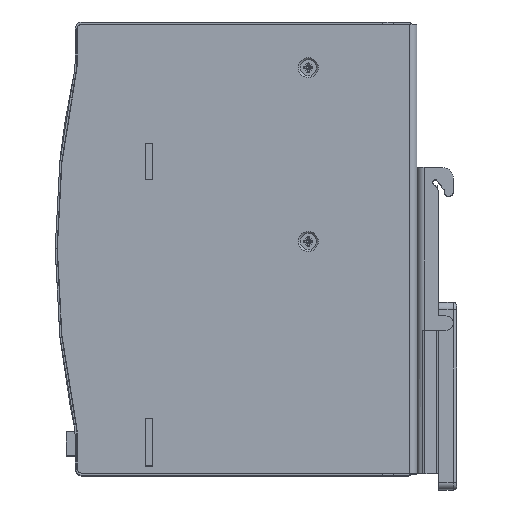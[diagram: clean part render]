
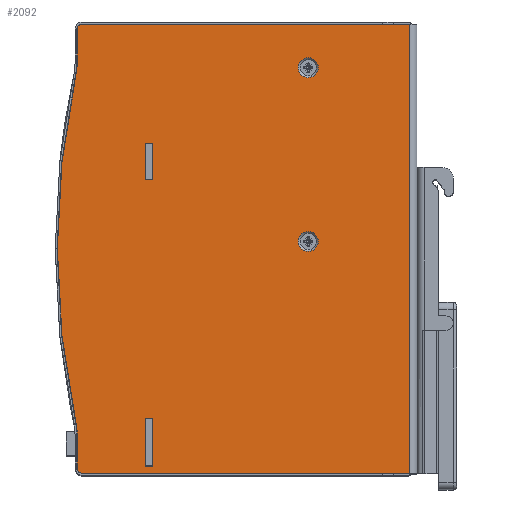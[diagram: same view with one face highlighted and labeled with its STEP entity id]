
A CAD part, top view. The second image highlights one B-rep face of the part: STEP entity #2092.
In plain terms, the highlighted planar face has unit normal (0, 0, 1).
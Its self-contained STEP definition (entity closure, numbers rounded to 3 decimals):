
#550=CARTESIAN_POINT('',(-2.368,38.106,125.5));
#551=VERTEX_POINT('',#550);
#552=CARTESIAN_POINT('',(-5.118,38.106,125.5));
#553=DIRECTION('',(0.0,0.0,-1.0));
#554=DIRECTION('',(1.0,0.0,0.0));
#555=AXIS2_PLACEMENT_3D('',#552,#553,#554);
#556=CIRCLE('',#555,2.75);
#557=EDGE_CURVE('',#551,#551,#556,.T.);
#640=CARTESIAN_POINT('',(-2.368,86.106,125.5));
#641=VERTEX_POINT('',#640);
#642=CARTESIAN_POINT('',(-5.118,86.106,125.5));
#643=DIRECTION('',(0.0,0.0,-1.0));
#644=DIRECTION('',(1.0,0.0,0.0));
#645=AXIS2_PLACEMENT_3D('',#642,#643,#644);
#646=CIRCLE('',#645,2.75);
#647=EDGE_CURVE('',#641,#641,#646,.T.);
#1289=CARTESIAN_POINT('',(-50.018,-23.894,125.5));
#1290=VERTEX_POINT('',#1289);
#1291=CARTESIAN_POINT('',(-50.018,-10.894,125.5));
#1292=VERTEX_POINT('',#1291);
#1293=CARTESIAN_POINT('',(-50.018,-23.894,125.5));
#1294=DIRECTION('',(0.0,1.0,0.0));
#1295=VECTOR('',#1294,13.0);
#1296=LINE('',#1293,#1295);
#1297=EDGE_CURVE('',#1290,#1292,#1296,.T.);
#1360=CARTESIAN_POINT('',(-48.018,-10.894,125.5));
#1361=VERTEX_POINT('',#1360);
#1362=CARTESIAN_POINT('',(-50.018,-10.894,125.5));
#1363=DIRECTION('',(1.0,0.0,0.0));
#1364=VECTOR('',#1363,2.0);
#1365=LINE('',#1362,#1364);
#1366=EDGE_CURVE('',#1292,#1361,#1365,.T.);
#1444=CARTESIAN_POINT('',(-48.018,-23.894,125.5));
#1445=VERTEX_POINT('',#1444);
#1446=CARTESIAN_POINT('',(-48.018,-10.894,125.5));
#1447=DIRECTION('',(0.0,-1.0,0.0));
#1448=VECTOR('',#1447,13.0);
#1449=LINE('',#1446,#1448);
#1450=EDGE_CURVE('',#1361,#1445,#1449,.T.);
#1475=CARTESIAN_POINT('',(-48.018,-23.894,125.5));
#1476=DIRECTION('',(-1.0,0.0,0.0));
#1477=VECTOR('',#1476,2.);
#1478=LINE('',#1475,#1477);
#1479=EDGE_CURVE('',#1445,#1290,#1478,.T.);
#1537=CARTESIAN_POINT('',(-50.018,55.106,125.5));
#1538=VERTEX_POINT('',#1537);
#1539=CARTESIAN_POINT('',(-50.018,65.106,125.5));
#1540=VERTEX_POINT('',#1539);
#1541=CARTESIAN_POINT('',(-50.018,55.106,125.5));
#1542=DIRECTION('',(0.0,1.0,0.0));
#1543=VECTOR('',#1542,10.0);
#1544=LINE('',#1541,#1543);
#1545=EDGE_CURVE('',#1538,#1540,#1544,.T.);
#1608=CARTESIAN_POINT('',(-48.018,65.106,125.5));
#1609=VERTEX_POINT('',#1608);
#1610=CARTESIAN_POINT('',(-50.018,65.106,125.5));
#1611=DIRECTION('',(1.0,0.0,0.0));
#1612=VECTOR('',#1611,2.0);
#1613=LINE('',#1610,#1612);
#1614=EDGE_CURVE('',#1540,#1609,#1613,.T.);
#1692=CARTESIAN_POINT('',(-48.018,55.106,125.5));
#1693=VERTEX_POINT('',#1692);
#1694=CARTESIAN_POINT('',(-48.018,65.106,125.5));
#1695=DIRECTION('',(0.0,-1.0,0.0));
#1696=VECTOR('',#1695,10.0);
#1697=LINE('',#1694,#1696);
#1698=EDGE_CURVE('',#1609,#1693,#1697,.T.);
#1723=CARTESIAN_POINT('',(-48.018,55.106,125.5));
#1724=DIRECTION('',(-1.0,0.0,0.0));
#1725=VECTOR('',#1724,2.);
#1726=LINE('',#1723,#1725);
#1727=EDGE_CURVE('',#1693,#1538,#1726,.T.);
#1907=CARTESIAN_POINT('',(22.882,-25.894,125.5));
#1908=VERTEX_POINT('',#1907);
#1916=CARTESIAN_POINT('',(-67.618,-25.894,125.5));
#1917=VERTEX_POINT('',#1916);
#1918=CARTESIAN_POINT('',(22.882,-25.894,125.5));
#1919=DIRECTION('',(-1.0,0.0,0.0));
#1920=VECTOR('',#1919,90.5);
#1921=LINE('',#1918,#1920);
#1922=EDGE_CURVE('',#1908,#1917,#1921,.T.);
#1980=CARTESIAN_POINT('',(22.882,98.106,125.5));
#1981=VERTEX_POINT('',#1980);
#1989=CARTESIAN_POINT('',(22.882,98.106,125.5));
#1990=DIRECTION('',(0.0,-1.0,0.0));
#1991=VECTOR('',#1990,124.);
#1992=LINE('',#1989,#1991);
#1993=EDGE_CURVE('',#1981,#1908,#1992,.T.);
#1998=CARTESIAN_POINT('',(-22.789,36.106,125.5));
#1999=DIRECTION('',(0.0,0.0,1.0));
#2000=DIRECTION('',(1.0,0.0,0.0));
#2001=AXIS2_PLACEMENT_3D('',#1998,#1999,#2000);
#2002=PLANE('',#2001);
#2003=ORIENTED_EDGE('',*,*,#1993,.F.);
#2004=CARTESIAN_POINT('',(-67.618,98.106,125.5));
#2005=VERTEX_POINT('',#2004);
#2006=CARTESIAN_POINT('',(-67.618,98.106,125.5));
#2007=DIRECTION('',(1.0,0.0,0.0));
#2008=VECTOR('',#2007,90.5);
#2009=LINE('',#2006,#2008);
#2010=EDGE_CURVE('',#2005,#1981,#2009,.T.);
#2011=ORIENTED_EDGE('',*,*,#2010,.F.);
#2012=CARTESIAN_POINT('',(-69.018,96.706,125.5));
#2013=VERTEX_POINT('',#2012);
#2014=CARTESIAN_POINT('',(-67.618,96.706,125.5));
#2015=DIRECTION('',(0.0,0.0,-1.0));
#2016=DIRECTION('',(0.0,1.0,0.0));
#2017=AXIS2_PLACEMENT_3D('',#2014,#2015,#2016);
#2018=CIRCLE('',#2017,1.4);
#2019=EDGE_CURVE('',#2013,#2005,#2018,.T.);
#2020=ORIENTED_EDGE('',*,*,#2019,.F.);
#2021=CARTESIAN_POINT('',(-69.018,87.876,125.5));
#2022=VERTEX_POINT('',#2021);
#2023=CARTESIAN_POINT('',(-69.018,87.876,125.5));
#2024=DIRECTION('',(0.0,1.0,0.0));
#2025=VECTOR('',#2024,8.83);
#2026=LINE('',#2023,#2025);
#2027=EDGE_CURVE('',#2022,#2013,#2026,.T.);
#2028=ORIENTED_EDGE('',*,*,#2027,.F.);
#2029=CARTESIAN_POINT('',(-69.477,83.548,125.5));
#2030=VERTEX_POINT('',#2029);
#2031=CARTESIAN_POINT('',(-89.618,87.876,125.5));
#2032=DIRECTION('',(0.0,0.0,1.));
#2033=DIRECTION('',(-0.978,0.21,0.0));
#2034=AXIS2_PLACEMENT_3D('',#2031,#2032,#2033);
#2035=CIRCLE('',#2034,20.6);
#2036=EDGE_CURVE('',#2030,#2022,#2035,.T.);
#2037=ORIENTED_EDGE('',*,*,#2036,.F.);
#2038=CARTESIAN_POINT('',(-69.477,-11.336,125.5));
#2039=VERTEX_POINT('',#2038);
#2040=CARTESIAN_POINT('',(151.283,36.106,125.5));
#2041=DIRECTION('',(0.0,0.0,-1.0));
#2042=DIRECTION('',(-0.978,0.21,0.0));
#2043=AXIS2_PLACEMENT_3D('',#2040,#2041,#2042);
#2044=CIRCLE('',#2043,225.801);
#2045=EDGE_CURVE('',#2039,#2030,#2044,.T.);
#2046=ORIENTED_EDGE('',*,*,#2045,.F.);
#2047=CARTESIAN_POINT('',(-69.018,-15.665,125.5));
#2048=VERTEX_POINT('',#2047);
#2049=CARTESIAN_POINT('',(-89.618,-15.665,125.5));
#2050=DIRECTION('',(0.0,0.0,1.0));
#2051=DIRECTION('',(-1.0,0.0,0.0));
#2052=AXIS2_PLACEMENT_3D('',#2049,#2050,#2051);
#2053=CIRCLE('',#2052,20.6);
#2054=EDGE_CURVE('',#2048,#2039,#2053,.T.);
#2055=ORIENTED_EDGE('',*,*,#2054,.F.);
#2056=CARTESIAN_POINT('',(-69.018,-24.494,125.5));
#2057=VERTEX_POINT('',#2056);
#2058=CARTESIAN_POINT('',(-69.018,-24.494,125.5));
#2059=DIRECTION('',(0.0,1.0,0.0));
#2060=VECTOR('',#2059,8.83);
#2061=LINE('',#2058,#2060);
#2062=EDGE_CURVE('',#2057,#2048,#2061,.T.);
#2063=ORIENTED_EDGE('',*,*,#2062,.F.);
#2064=CARTESIAN_POINT('',(-67.618,-24.494,125.5));
#2065=DIRECTION('',(0.0,0.0,-1.0));
#2066=DIRECTION('',(-1.0,0.0,0.0));
#2067=AXIS2_PLACEMENT_3D('',#2064,#2065,#2066);
#2068=CIRCLE('',#2067,1.4);
#2069=EDGE_CURVE('',#1917,#2057,#2068,.T.);
#2070=ORIENTED_EDGE('',*,*,#2069,.F.);
#2071=ORIENTED_EDGE('',*,*,#1922,.F.);
#2072=EDGE_LOOP('',(#2003,#2011,#2020,#2028,#2037,#2046,#2055,#2063,#2070,#2071));
#2073=FACE_OUTER_BOUND('',#2072,.T.);
#2074=ORIENTED_EDGE('',*,*,#557,.T.);
#2075=EDGE_LOOP('',(#2074));
#2076=FACE_BOUND('',#2075,.T.);
#2077=ORIENTED_EDGE('',*,*,#647,.T.);
#2078=EDGE_LOOP('',(#2077));
#2079=FACE_BOUND('',#2078,.T.);
#2080=ORIENTED_EDGE('',*,*,#1450,.T.);
#2081=ORIENTED_EDGE('',*,*,#1479,.T.);
#2082=ORIENTED_EDGE('',*,*,#1297,.T.);
#2083=ORIENTED_EDGE('',*,*,#1366,.T.);
#2084=EDGE_LOOP('',(#2080,#2081,#2082,#2083));
#2085=FACE_BOUND('',#2084,.T.);
#2086=ORIENTED_EDGE('',*,*,#1698,.T.);
#2087=ORIENTED_EDGE('',*,*,#1727,.T.);
#2088=ORIENTED_EDGE('',*,*,#1545,.T.);
#2089=ORIENTED_EDGE('',*,*,#1614,.T.);
#2090=EDGE_LOOP('',(#2086,#2087,#2088,#2089));
#2091=FACE_BOUND('',#2090,.T.);
#2092=ADVANCED_FACE('',(#2073,#2076,#2079,#2085,#2091),#2002,.T.);
